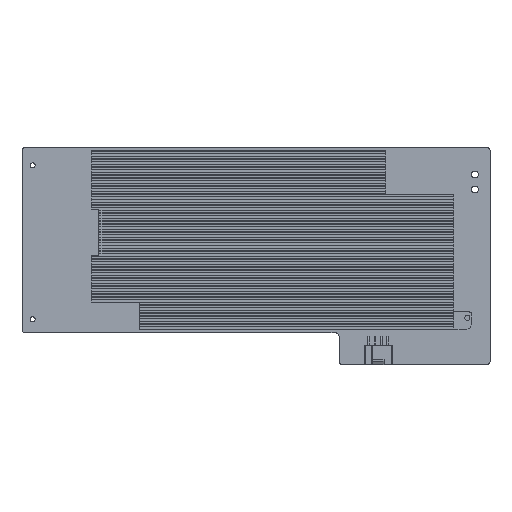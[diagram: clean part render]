
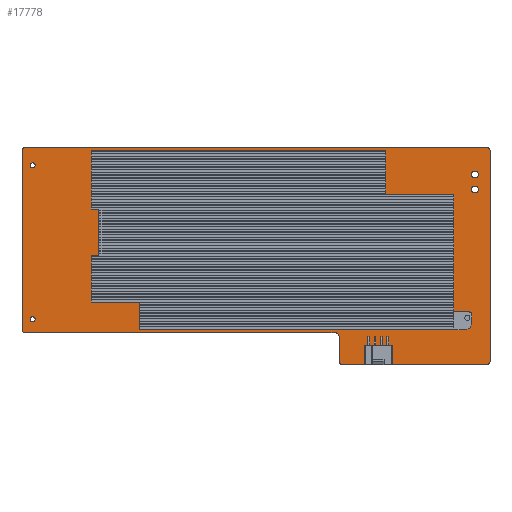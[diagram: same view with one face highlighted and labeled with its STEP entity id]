
A CAD part, top view. The second image highlights one B-rep face of the part: STEP entity #17778.
In plain terms, the highlighted planar face has unit normal (0, 0, 1).
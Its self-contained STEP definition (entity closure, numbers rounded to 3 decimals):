
#176=FACE_BOUND('',#1615,.T.);
#177=FACE_BOUND('',#1616,.T.);
#178=FACE_BOUND('',#1617,.T.);
#179=FACE_BOUND('',#1618,.T.);
#180=FACE_BOUND('',#1619,.T.);
#181=FACE_BOUND('',#1620,.T.);
#182=FACE_BOUND('',#1621,.T.);
#183=FACE_BOUND('',#1622,.T.);
#184=FACE_BOUND('',#1623,.T.);
#185=FACE_BOUND('',#1624,.T.);
#186=FACE_BOUND('',#1625,.T.);
#187=FACE_BOUND('',#1626,.T.);
#666=FACE_OUTER_BOUND('',#1614,.T.);
#1614=EDGE_LOOP('',(#13034,#13035,#13036,#13037,#13038,#13039,#13040,#13041,
#13042,#13043,#13044,#13045));
#1615=EDGE_LOOP('',(#13046));
#1616=EDGE_LOOP('',(#13047));
#1617=EDGE_LOOP('',(#13048));
#1618=EDGE_LOOP('',(#13049));
#1619=EDGE_LOOP('',(#13050));
#1620=EDGE_LOOP('',(#13051));
#1621=EDGE_LOOP('',(#13052));
#1622=EDGE_LOOP('',(#13053));
#1623=EDGE_LOOP('',(#13054));
#1624=EDGE_LOOP('',(#13055));
#1625=EDGE_LOOP('',(#13056));
#1626=EDGE_LOOP('',(#13057));
#2446=CIRCLE('',#18789,2.25);
#2448=CIRCLE('',#18792,2.25);
#2450=CIRCLE('',#18795,2.25);
#2452=CIRCLE('',#18798,2.25);
#2454=CIRCLE('',#18801,1.7);
#2456=CIRCLE('',#18804,1.7);
#2458=CIRCLE('',#18807,1.7);
#2460=CIRCLE('',#18810,1.7);
#2462=CIRCLE('',#18813,1.7);
#2464=CIRCLE('',#18816,2.25);
#2466=CIRCLE('',#18819,1.7);
#2468=CIRCLE('',#18822,2.25);
#2469=CIRCLE('',#18824,2.);
#2476=CIRCLE('',#18834,2.);
#2477=CIRCLE('',#18837,2.);
#2478=CIRCLE('',#18840,2.);
#2479=CIRCLE('',#18843,2.);
#2480=CIRCLE('',#18846,2.);
#3188=LINE('',#25635,#5559);
#3196=LINE('',#25663,#5567);
#3199=LINE('',#25671,#5570);
#3202=LINE('',#25679,#5573);
#3205=LINE('',#25687,#5576);
#3207=LINE('',#25693,#5578);
#5559=VECTOR('',#20988,10.);
#5567=VECTOR('',#21014,10.);
#5570=VECTOR('',#21023,10.);
#5573=VECTOR('',#21032,10.);
#5576=VECTOR('',#21041,10.);
#5578=VECTOR('',#21049,10.);
#7732=VERTEX_POINT('',#25552);
#7734=VERTEX_POINT('',#25558);
#7736=VERTEX_POINT('',#25564);
#7738=VERTEX_POINT('',#25570);
#7740=VERTEX_POINT('',#25576);
#7742=VERTEX_POINT('',#25582);
#7744=VERTEX_POINT('',#25588);
#7746=VERTEX_POINT('',#25594);
#7748=VERTEX_POINT('',#25600);
#7750=VERTEX_POINT('',#25606);
#7752=VERTEX_POINT('',#25612);
#7754=VERTEX_POINT('',#25618);
#7755=VERTEX_POINT('',#25622);
#7756=VERTEX_POINT('',#25623);
#7760=VERTEX_POINT('',#25633);
#7770=VERTEX_POINT('',#25657);
#7771=VERTEX_POINT('',#25661);
#7772=VERTEX_POINT('',#25665);
#7773=VERTEX_POINT('',#25669);
#7774=VERTEX_POINT('',#25673);
#7775=VERTEX_POINT('',#25677);
#7776=VERTEX_POINT('',#25681);
#7777=VERTEX_POINT('',#25685);
#7778=VERTEX_POINT('',#25689);
#9666=EDGE_CURVE('',#7732,#7732,#2446,.T.);
#9669=EDGE_CURVE('',#7734,#7734,#2448,.T.);
#9672=EDGE_CURVE('',#7736,#7736,#2450,.T.);
#9675=EDGE_CURVE('',#7738,#7738,#2452,.T.);
#9678=EDGE_CURVE('',#7740,#7740,#2454,.T.);
#9681=EDGE_CURVE('',#7742,#7742,#2456,.T.);
#9684=EDGE_CURVE('',#7744,#7744,#2458,.T.);
#9687=EDGE_CURVE('',#7746,#7746,#2460,.T.);
#9690=EDGE_CURVE('',#7748,#7748,#2462,.T.);
#9693=EDGE_CURVE('',#7750,#7750,#2464,.T.);
#9696=EDGE_CURVE('',#7752,#7752,#2466,.T.);
#9699=EDGE_CURVE('',#7754,#7754,#2468,.T.);
#9700=EDGE_CURVE('',#7755,#7756,#2469,.T.);
#9706=EDGE_CURVE('',#7755,#7760,#3188,.T.);
#9717=EDGE_CURVE('',#7770,#7760,#2476,.T.);
#9720=EDGE_CURVE('',#7770,#7771,#3196,.T.);
#9721=EDGE_CURVE('',#7772,#7771,#2477,.T.);
#9724=EDGE_CURVE('',#7772,#7773,#3199,.T.);
#9726=EDGE_CURVE('',#7774,#7773,#2478,.T.);
#9728=EDGE_CURVE('',#7774,#7775,#3202,.T.);
#9729=EDGE_CURVE('',#7776,#7775,#2479,.T.);
#9732=EDGE_CURVE('',#7776,#7777,#3205,.T.);
#9733=EDGE_CURVE('',#7778,#7777,#2480,.T.);
#9735=EDGE_CURVE('',#7778,#7756,#3207,.T.);
#13034=ORIENTED_EDGE('',*,*,#9700,.F.);
#13035=ORIENTED_EDGE('',*,*,#9706,.T.);
#13036=ORIENTED_EDGE('',*,*,#9717,.F.);
#13037=ORIENTED_EDGE('',*,*,#9720,.T.);
#13038=ORIENTED_EDGE('',*,*,#9721,.F.);
#13039=ORIENTED_EDGE('',*,*,#9724,.T.);
#13040=ORIENTED_EDGE('',*,*,#9726,.F.);
#13041=ORIENTED_EDGE('',*,*,#9728,.T.);
#13042=ORIENTED_EDGE('',*,*,#9729,.F.);
#13043=ORIENTED_EDGE('',*,*,#9732,.T.);
#13044=ORIENTED_EDGE('',*,*,#9733,.F.);
#13045=ORIENTED_EDGE('',*,*,#9735,.T.);
#13046=ORIENTED_EDGE('',*,*,#9666,.T.);
#13047=ORIENTED_EDGE('',*,*,#9669,.T.);
#13048=ORIENTED_EDGE('',*,*,#9672,.T.);
#13049=ORIENTED_EDGE('',*,*,#9675,.T.);
#13050=ORIENTED_EDGE('',*,*,#9678,.T.);
#13051=ORIENTED_EDGE('',*,*,#9681,.T.);
#13052=ORIENTED_EDGE('',*,*,#9684,.T.);
#13053=ORIENTED_EDGE('',*,*,#9687,.T.);
#13054=ORIENTED_EDGE('',*,*,#9690,.T.);
#13055=ORIENTED_EDGE('',*,*,#9693,.T.);
#13056=ORIENTED_EDGE('',*,*,#9696,.T.);
#13057=ORIENTED_EDGE('',*,*,#9699,.T.);
#16884=PLANE('',#18848);
#17778=ADVANCED_FACE('',(#666,#176,#177,#178,#179,#180,#181,#182,#183,#184,
#185,#186,#187),#16884,.T.);
#18789=AXIS2_PLACEMENT_3D('',#25554,#20897,#20898);
#18792=AXIS2_PLACEMENT_3D('',#25560,#20904,#20905);
#18795=AXIS2_PLACEMENT_3D('',#25566,#20911,#20912);
#18798=AXIS2_PLACEMENT_3D('',#25572,#20918,#20919);
#18801=AXIS2_PLACEMENT_3D('',#25578,#20925,#20926);
#18804=AXIS2_PLACEMENT_3D('',#25584,#20932,#20933);
#18807=AXIS2_PLACEMENT_3D('',#25590,#20939,#20940);
#18810=AXIS2_PLACEMENT_3D('',#25596,#20946,#20947);
#18813=AXIS2_PLACEMENT_3D('',#25602,#20953,#20954);
#18816=AXIS2_PLACEMENT_3D('',#25608,#20960,#20961);
#18819=AXIS2_PLACEMENT_3D('',#25614,#20967,#20968);
#18822=AXIS2_PLACEMENT_3D('',#25620,#20974,#20975);
#18824=AXIS2_PLACEMENT_3D('',#25624,#20978,#20979);
#18834=AXIS2_PLACEMENT_3D('',#25658,#21008,#21009);
#18837=AXIS2_PLACEMENT_3D('',#25666,#21017,#21018);
#18840=AXIS2_PLACEMENT_3D('',#25675,#21027,#21028);
#18843=AXIS2_PLACEMENT_3D('',#25682,#21035,#21036);
#18846=AXIS2_PLACEMENT_3D('',#25690,#21044,#21045);
#18848=AXIS2_PLACEMENT_3D('',#25694,#21050,#21051);
#20897=DIRECTION('center_axis',(0.,0.,-1.));
#20898=DIRECTION('ref_axis',(1.,0.,0.));
#20904=DIRECTION('center_axis',(0.,0.,-1.));
#20905=DIRECTION('ref_axis',(1.,0.,0.));
#20911=DIRECTION('center_axis',(0.,0.,-1.));
#20912=DIRECTION('ref_axis',(1.,0.,0.));
#20918=DIRECTION('center_axis',(0.,0.,-1.));
#20919=DIRECTION('ref_axis',(1.,0.,0.));
#20925=DIRECTION('center_axis',(0.,0.,-1.));
#20926=DIRECTION('ref_axis',(1.,0.,0.));
#20932=DIRECTION('center_axis',(0.,0.,-1.));
#20933=DIRECTION('ref_axis',(1.,0.,0.));
#20939=DIRECTION('center_axis',(0.,0.,-1.));
#20940=DIRECTION('ref_axis',(1.,0.,0.));
#20946=DIRECTION('center_axis',(0.,0.,-1.));
#20947=DIRECTION('ref_axis',(1.,0.,0.));
#20953=DIRECTION('center_axis',(0.,0.,-1.));
#20954=DIRECTION('ref_axis',(1.,0.,0.));
#20960=DIRECTION('center_axis',(0.,0.,-1.));
#20961=DIRECTION('ref_axis',(1.,0.,0.));
#20967=DIRECTION('center_axis',(0.,0.,-1.));
#20968=DIRECTION('ref_axis',(1.,0.,0.));
#20974=DIRECTION('center_axis',(0.,0.,-1.));
#20975=DIRECTION('ref_axis',(1.,0.,0.));
#20978=DIRECTION('center_axis',(0.,0.,-1.));
#20979=DIRECTION('ref_axis',(0.707,0.707,0.));
#20988=DIRECTION('',(-1.,0.,0.));
#21008=DIRECTION('center_axis',(0.,0.,-1.));
#21009=DIRECTION('ref_axis',(-0.707,0.707,0.));
#21014=DIRECTION('',(0.,-1.,0.));
#21017=DIRECTION('center_axis',(0.,0.,-1.));
#21018=DIRECTION('ref_axis',(-0.707,-0.707,0.));
#21023=DIRECTION('',(1.,0.,0.));
#21027=DIRECTION('center_axis',(0.,0.,1.));
#21028=DIRECTION('ref_axis',(0.707,0.707,0.));
#21032=DIRECTION('',(0.,-1.,0.));
#21035=DIRECTION('center_axis',(0.,0.,-1.));
#21036=DIRECTION('ref_axis',(-0.707,-0.707,0.));
#21041=DIRECTION('',(1.,0.,0.));
#21044=DIRECTION('center_axis',(0.,0.,-1.));
#21045=DIRECTION('ref_axis',(0.707,-0.707,0.));
#21049=DIRECTION('',(0.,1.,0.));
#21050=DIRECTION('center_axis',(0.,0.,1.));
#21051=DIRECTION('ref_axis',(1.,0.,0.));
#25552=CARTESIAN_POINT('',(-30.25,-38.,1.6));
#25554=CARTESIAN_POINT('Origin',(-28.,-38.,1.6));
#25558=CARTESIAN_POINT('',(64.75,57.,1.6));
#25560=CARTESIAN_POINT('Origin',(67.,57.,1.6));
#25564=CARTESIAN_POINT('',(-30.25,57.,1.6));
#25566=CARTESIAN_POINT('Origin',(-28.,57.,1.6));
#25570=CARTESIAN_POINT('',(64.75,-38.,1.6));
#25572=CARTESIAN_POINT('Origin',(67.,-38.,1.6));
#25576=CARTESIAN_POINT('',(-74.7,-41.,1.6));
#25578=CARTESIAN_POINT('Origin',(-73.,-41.,1.6));
#25582=CARTESIAN_POINT('',(123.3,34.,1.6));
#25584=CARTESIAN_POINT('Origin',(125.,34.,1.6));
#25588=CARTESIAN_POINT('',(-104.7,53.,1.6));
#25590=CARTESIAN_POINT('Origin',(-103.,53.,1.6));
#25594=CARTESIAN_POINT('',(138.3,-41.,1.6));
#25596=CARTESIAN_POINT('Origin',(140.,-41.,1.6));
#25600=CARTESIAN_POINT('',(-149.7,-42.,1.6));
#25602=CARTESIAN_POINT('Origin',(-148.,-42.,1.6));
#25606=CARTESIAN_POINT('',(142.75,54.,1.6));
#25608=CARTESIAN_POINT('Origin',(145.,54.,1.6));
#25612=CARTESIAN_POINT('',(-149.7,60.,1.6));
#25614=CARTESIAN_POINT('Origin',(-148.,60.,1.6));
#25618=CARTESIAN_POINT('',(142.75,44.,1.6));
#25620=CARTESIAN_POINT('Origin',(145.,44.,1.6));
#25622=CARTESIAN_POINT('',(153.,72.,1.6));
#25623=CARTESIAN_POINT('',(155.,70.,1.6));
#25624=CARTESIAN_POINT('Origin',(153.,70.,1.6));
#25633=CARTESIAN_POINT('',(-153.,72.,1.6));
#25635=CARTESIAN_POINT('',(-155.,72.,1.6));
#25657=CARTESIAN_POINT('',(-155.,70.,1.6));
#25658=CARTESIAN_POINT('Origin',(-153.,70.,1.6));
#25661=CARTESIAN_POINT('',(-155.,-49.,1.6));
#25663=CARTESIAN_POINT('',(-155.,-72.,1.6));
#25665=CARTESIAN_POINT('',(-153.,-51.,1.6));
#25666=CARTESIAN_POINT('Origin',(-153.,-49.,1.6));
#25669=CARTESIAN_POINT('',(53.,-51.,1.6));
#25671=CARTESIAN_POINT('',(-155.,-51.,1.6));
#25673=CARTESIAN_POINT('',(55.,-53.,1.6));
#25675=CARTESIAN_POINT('Origin',(53.,-53.,1.6));
#25677=CARTESIAN_POINT('',(55.,-70.,1.6));
#25679=CARTESIAN_POINT('',(55.,-51.,1.6));
#25681=CARTESIAN_POINT('',(57.,-72.,1.6));
#25682=CARTESIAN_POINT('Origin',(57.,-70.,1.6));
#25685=CARTESIAN_POINT('',(153.,-72.,1.6));
#25687=CARTESIAN_POINT('',(155.,-72.,1.6));
#25689=CARTESIAN_POINT('',(155.,-70.,1.6));
#25690=CARTESIAN_POINT('Origin',(153.,-70.,1.6));
#25693=CARTESIAN_POINT('',(155.,72.,1.6));
#25694=CARTESIAN_POINT('Origin',(0.,0.,1.6));
